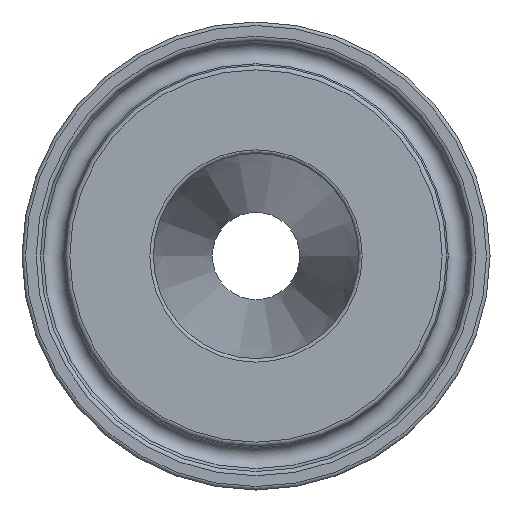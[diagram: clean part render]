
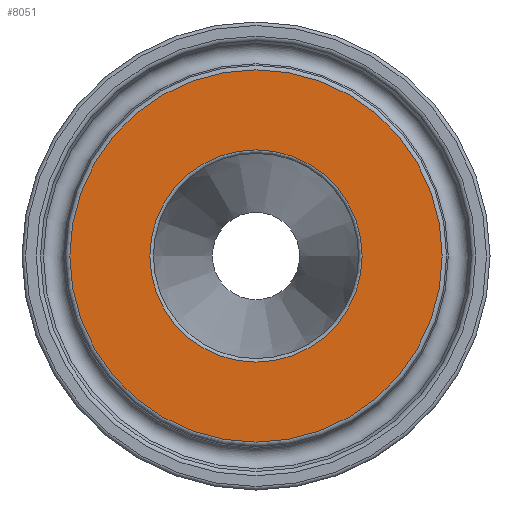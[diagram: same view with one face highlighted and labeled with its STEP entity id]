
A CAD part, left-side view. The second image highlights one B-rep face of the part: STEP entity #8051.
In plain terms, the highlighted planar face has unit normal (-1, 0, 0).
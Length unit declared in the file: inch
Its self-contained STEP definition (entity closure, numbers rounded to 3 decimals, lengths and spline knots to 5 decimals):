
#144=FACE_BOUND('',#1495,.T.);
#353=PLANE('',#8540);
#982=FACE_OUTER_BOUND('',#1494,.T.);
#1494=EDGE_LOOP('',(#7471));
#1495=EDGE_LOOP('',(#7472));
#2808=CIRCLE('',#8539,0.45);
#2809=CIRCLE('',#8541,0.78916);
#3981=VERTEX_POINT('',#17344);
#3982=VERTEX_POINT('',#17347);
#5152=EDGE_CURVE('',#3981,#3981,#2808,.T.);
#5153=EDGE_CURVE('',#3982,#3982,#2809,.T.);
#7471=ORIENTED_EDGE('',*,*,#5153,.F.);
#7472=ORIENTED_EDGE('',*,*,#5152,.F.);
#8051=ADVANCED_FACE('',(#982,#144),#353,.T.);
#8539=AXIS2_PLACEMENT_3D('',#17345,#10058,#10059);
#8540=AXIS2_PLACEMENT_3D('',#17346,#10060,#10061);
#8541=AXIS2_PLACEMENT_3D('',#17348,#10062,#10063);
#10058=DIRECTION('center_axis',(-1.,0.,0.));
#10059=DIRECTION('ref_axis',(0.,-1.,0.));
#10060=DIRECTION('center_axis',(-1.,0.,0.));
#10061=DIRECTION('ref_axis',(0.,0.,1.));
#10062=DIRECTION('center_axis',(1.,0.,0.));
#10063=DIRECTION('ref_axis',(0.,-1.,0.));
#17344=CARTESIAN_POINT('',(-0.5,0.45,0.));
#17345=CARTESIAN_POINT('Origin',(-0.5,0.,0.));
#17346=CARTESIAN_POINT('Origin',(-0.5,0.80316,0.));
#17347=CARTESIAN_POINT('',(-0.5,0.78916,0.));
#17348=CARTESIAN_POINT('Origin',(-0.5,0.,0.));
